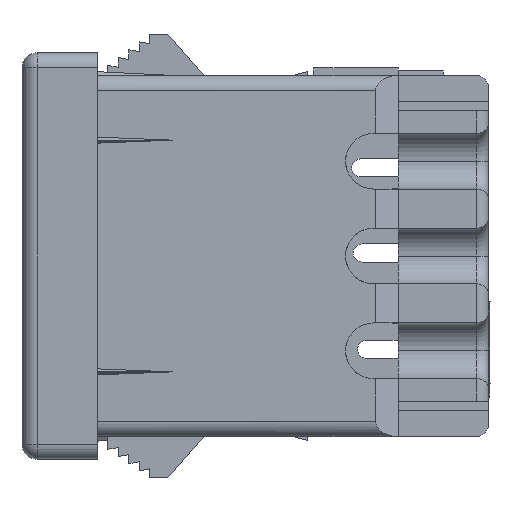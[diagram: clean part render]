
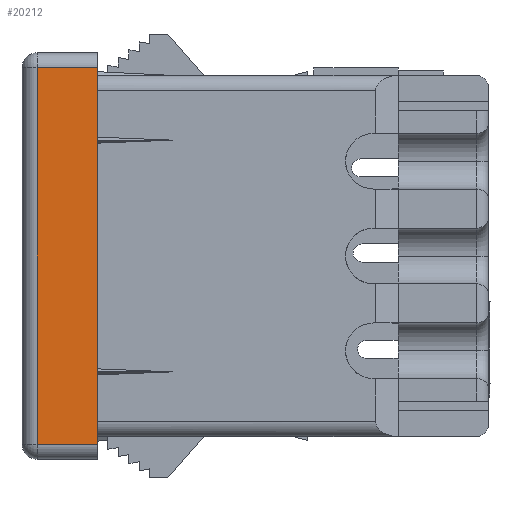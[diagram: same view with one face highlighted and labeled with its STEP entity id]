
A CAD part, left-side view. The second image highlights one B-rep face of the part: STEP entity #20212.
In plain terms, the highlighted planar face has unit normal (-1, 0, 0).
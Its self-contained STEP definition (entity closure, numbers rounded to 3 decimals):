
#3712 = VERTEX_POINT ( 'NONE', #25970 ) ;
#3713 = VERTEX_POINT ( 'NONE', #25971 ) ;
#3714 = VERTEX_POINT ( 'NONE', #25972 ) ;
#3715 = VERTEX_POINT ( 'NONE', #25973 ) ;
#4343 = AXIS2_PLACEMENT_3D ( 'NONE', #6421, #6441, #6442 ) ;
#6421 = CARTESIAN_POINT ( 'NONE',  ( -13.5, -5., -13.5 ) ) ;
#6429 = PLANE ( 'NONE',  #4343 ) ;
#6441 = DIRECTION ( 'NONE',  ( -1., 0., 0. ) ) ;
#6442 = DIRECTION ( 'NONE',  ( 0., 0., 1. ) ) ;
#6785 = FACE_OUTER_BOUND ( 'NONE', #16145, .T. ) ;
#10812 = VECTOR ( 'NONE', #11789, 1000. ) ;
#10818 = LINE ( 'NONE', #11788, #10812 ) ;
#11788 = CARTESIAN_POINT ( 'NONE',  ( -13.5, -5., 12.5 ) ) ;
#11789 = DIRECTION ( 'NONE',  ( 0., 1., 0. ) ) ;
#15257 = LINE ( 'NONE', #28606, #15258 ) ;
#15258 = VECTOR ( 'NONE', #28607, 1000. ) ;
#15259 = LINE ( 'NONE', #28608, #15260 ) ;
#15260 = VECTOR ( 'NONE', #28609, 1000. ) ;
#16145 = EDGE_LOOP ( 'NONE', ( #25451, #25452, #25453, #25454 ) ) ;
#19524 = EDGE_CURVE ( 'NONE', #3714, #3715, #26703, .T. ) ;
#20212 = ADVANCED_FACE ( 'NONE', ( #6785 ), #6429, .T. ) ;
#21696 = EDGE_CURVE ( 'NONE', #3713, #3714, #10818, .T. ) ;
#24190 = EDGE_CURVE ( 'NONE', #3712, #3713, #15257, .T. ) ;
#24191 = EDGE_CURVE ( 'NONE', #3715, #3712, #15259, .T. ) ;
#25451 = ORIENTED_EDGE ( 'NONE', *, *, #24190, .T. ) ;
#25452 = ORIENTED_EDGE ( 'NONE', *, *, #21696, .T. ) ;
#25453 = ORIENTED_EDGE ( 'NONE', *, *, #19524, .T. ) ;
#25454 = ORIENTED_EDGE ( 'NONE', *, *, #24191, .T. ) ;
#25970 = CARTESIAN_POINT ( 'NONE',  ( -13.5, -5., -12.5 ) ) ;
#25971 = CARTESIAN_POINT ( 'NONE',  ( -13.5, -5., 12.5 ) ) ;
#25972 = CARTESIAN_POINT ( 'NONE',  ( -13.5, -1., 12.5 ) ) ;
#25973 = CARTESIAN_POINT ( 'NONE',  ( -13.5, -1., -12.5 ) ) ;
#26703 = LINE ( 'NONE', #28088, #26704 ) ;
#26704 = VECTOR ( 'NONE', #28089, 1000. ) ;
#28088 = CARTESIAN_POINT ( 'NONE',  ( -13.5, -1., -13.5 ) ) ;
#28089 = DIRECTION ( 'NONE',  ( 0., 0., -1. ) ) ;
#28606 = CARTESIAN_POINT ( 'NONE',  ( -13.5, -5., -13.5 ) ) ;
#28607 = DIRECTION ( 'NONE',  ( 0., 0., 1. ) ) ;
#28608 = CARTESIAN_POINT ( 'NONE',  ( -13.5, -5., -12.5 ) ) ;
#28609 = DIRECTION ( 'NONE',  ( 0., -1., 0. ) ) ;
